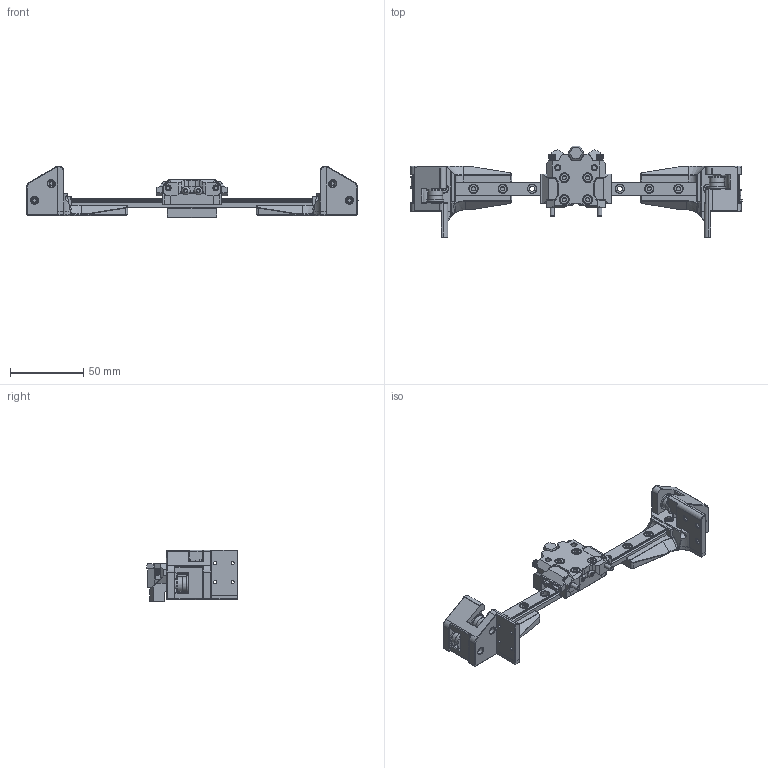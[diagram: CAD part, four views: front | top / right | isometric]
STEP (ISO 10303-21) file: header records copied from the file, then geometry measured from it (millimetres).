
FILE_DESCRIPTION(/* description */ (''),/* implementation_level */ '2;1');
FILE_NAME(/* name */ 'Bat_Gantry_v24.step',/* time_stamp */ '2024-04-03T00:11:00-07:00',/* author */ (''),/* organization */ (''),/* preprocessor_version */ 'ST-DEVELOPER v20',/* originating_system */ 'Autodesk Translation Framework v12.20.1.177',/* authorisation */ '');
FILE_SCHEMA (('AUTOMOTIVE_DESIGN { 1 0 10303 214 3 1 1 }'));
Length unit declared in the file: millimetre
Products named in the file (42): Wide; Extrusionless Gantry; XY Joint Left; XY Joint Right; MGN9 200mm - Linear Rail; Toolhead Assembly; MGN9H (1); MGN9H - Carriage; MGN9H - Carriage (1); MGN9H - Carriage (2); MGN9H - Carriage (3); MGN9H - Carriage (4); MGN9H - Carriage (5); MGN9H - Carriage (6); MGN9H - Carriage (7); MGN9H - Carriage (8); M3x8 SHCS v1; M3x25 SHCS; F623 Stack; F623-RS (2) (1); Vampire X Carriage; X_Carriage; support; Pin 50mm; Pin 50mm_1; M3 Threaded Insert v3 (3); Component1; Clearance; Clearance_1; Clip; Tube; M3x8 SHCS v1_1; M3x30 BHCS v1; M3_Hexnut (1); M3_Hexnut (1)_1; M3_Hexnut; XY Joint L; XY Joint Left (1) (1); XY Joint Left (1); XY Joint R ...
Assembly tree (62 placements, depth 5):
  Wide
    Extrusionless Gantry
      XY Joint Left
      XY Joint Right
      MGN9 200mm - Linear Rail
      Toolhead Assembly
        MGN9H (1)
          MGN9H - Carriage
          MGN9H - Carriage (1)
          MGN9H - Carriage (2)
          MGN9H - Carriage (3)
          MGN9H - Carriage (4)
          MGN9H - Carriage (5)
          MGN9H - Carriage (6)
          MGN9H - Carriage (7)
          MGN9H - Carriage (8)
      M3x8 SHCS v1  x6
      M3x25 SHCS  x4
      F623 Stack  x4
        F623-RS (2) (1)
      Vampire X Carriage
        X_Carriage
          support
        Pin 50mm
          M3 Threaded Insert v3 (3)
          Component1
        Pin 50mm_1
          M3 Threaded Insert v3 (3)
          Component1
        Clearance
          Clip
          Tube
        Clearance_1
          Clip
          Tube
        M3x8 SHCS v1_1  x4
        M3x30 BHCS v1  x2
        M3_Hexnut (1)
          M3_Hexnut
        M3_Hexnut (1)_1
          M3_Hexnut
      XY Joint L
        XY Joint Left (1) (1)
        XY Joint Left (1)
      XY Joint R
        XY Joint Right (1) (1)
        XY Joint Right (1)
Bounding box: 226.7 x 62.6 x 35.34 mm (x, y, z)
Volume: 84848.3 mm3; surface area: 54390.8 mm2
Topology: 58 solids, 58 shells, 2325 faces, 5592 edges, 3449 vertices
Faces by surface type: plane 1258, cylinder 503, cone 287, bspline 182, torus 67, sphere 28
Full cylindrical faces by diameter (mm): 0.8 x6, 1.288 x5, 2.2 x8, 2.603 x4, 2.8 x2, 2.9 x2, 3 x32, 3.1 x12, 3.2 x2, 3.4 x9, 3.5 x10, 4 x2, 4.1 x6, 4.2 x2, 4.25 x2, 4.4 x2, 4.5 x2, 4.6 x2, 4.7 x6, 5.5 x14, 5.7 x2, 5.9 x4, 6 x16, 6.06 x16, 6.94 x16, 10 x8, 11.7 x8
Entity records: 54507 total; most frequent: CARTESIAN_POINT 12528, ORIENTED_EDGE 8542, DIRECTION 8308, EDGE_CURVE 4271, LINE 2804, VECTOR 2804, AXIS2_PLACEMENT_3D 2752, VERTEX_POINT 2667
